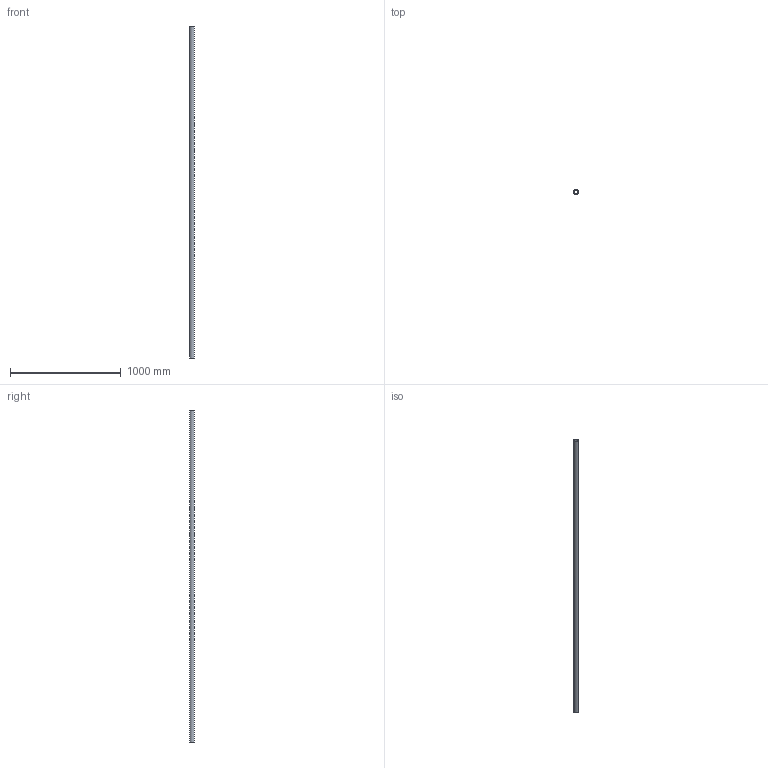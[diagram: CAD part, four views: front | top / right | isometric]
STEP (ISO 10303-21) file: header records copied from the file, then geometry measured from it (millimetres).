
FILE_DESCRIPTION (( 'STEP AP203' ), '1' );
FILE_NAME ('55140-2403M.step', '2024-04-29T09:28:38', ( '' ), ( '' ), 'SwSTEP 2.0', 'SolidWorks 2018', '' );
FILE_SCHEMA (( 'CONFIG_CONTROL_DESIGN' ));
Length unit declared in the file: millimetre
Products named in the file (1): 55140-2403M
Bounding box: 42.4 x 42.4 x 3000 mm (x, y, z)
Volume: 940121.3 mm3; surface area: 752732 mm2
Topology: 1 solids, 1 shells, 299 faces, 810 edges, 540 vertices
Faces by surface type: plane 148, bspline 122, cylinder 29
Full cylindrical faces by diameter (mm): 37.4 x1, 42.4 x1
Entity records: 13975 total; most frequent: CARTESIAN_POINT 7200, ORIENTED_EDGE 1616, DIRECTION 1002, EDGE_CURVE 808, VERTEX_POINT 540, VECTOR 402, LINE 402, EDGE_LOOP 330
